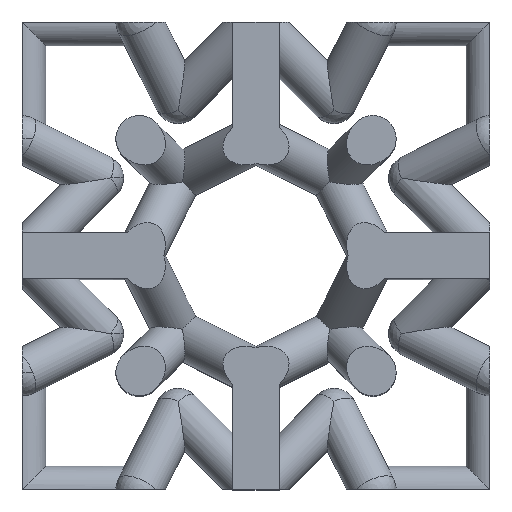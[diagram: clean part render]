
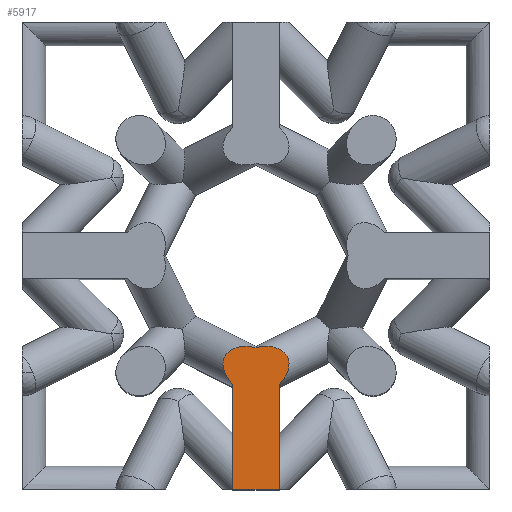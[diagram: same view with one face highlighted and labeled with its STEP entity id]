
A CAD part, top view. The second image highlights one B-rep face of the part: STEP entity #5917.
In plain terms, the highlighted planar face has unit normal (0, 0, 1).
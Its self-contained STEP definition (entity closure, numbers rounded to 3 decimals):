
#2368 = PLANE('',#2369);
#2369 = AXIS2_PLACEMENT_3D('',#2370,#2371,#2372);
#2370 = CARTESIAN_POINT('',(-5.,-5.,-5.));
#2371 = DIRECTION('',(-0.,1.,0.));
#2372 = DIRECTION('',(0.,0.,1.));
#3899 = VERTEX_POINT('',#3900);
#3900 = CARTESIAN_POINT('',(0.5,-5.,5.));
#3922 = CYLINDRICAL_SURFACE('',#3923,0.5);
#3923 = AXIS2_PLACEMENT_3D('',#3924,#3925,#3926);
#3924 = CARTESIAN_POINT('',(0.,-5.,5.));
#3925 = DIRECTION('',(0.,1.,0.));
#3926 = DIRECTION('',(0.,-0.,1.));
#3961 = VERTEX_POINT('',#3962);
#3962 = CARTESIAN_POINT('',(-0.5,-5.,5.));
#4019 = EDGE_CURVE('',#3961,#3899,#4020,.T.);
#4020 = SURFACE_CURVE('',#4021,(#4025,#4032),.PCURVE_S1.);
#4021 = LINE('',#4022,#4023);
#4022 = CARTESIAN_POINT('',(-5.,-5.,5.));
#4023 = VECTOR('',#4024,1.);
#4024 = DIRECTION('',(1.,0.,-0.));
#4025 = PCURVE('',#2368,#4026);
#4026 = DEFINITIONAL_REPRESENTATION('',(#4027),#4031);
#4027 = LINE('',#4028,#4029);
#4028 = CARTESIAN_POINT('',(10.,0.));
#4029 = VECTOR('',#4030,1.);
#4030 = DIRECTION('',(0.,1.));
#4031 = ( GEOMETRIC_REPRESENTATION_CONTEXT(2) 
PARAMETRIC_REPRESENTATION_CONTEXT() REPRESENTATION_CONTEXT('2D SPACE',''
  ) );
#4032 = PCURVE('',#4033,#4038);
#4033 = PLANE('',#4034);
#4034 = AXIS2_PLACEMENT_3D('',#4035,#4036,#4037);
#4035 = CARTESIAN_POINT('',(-5.,-5.,5.));
#4036 = DIRECTION('',(0.,0.,1.));
#4037 = DIRECTION('',(1.,0.,-0.));
#4038 = DEFINITIONAL_REPRESENTATION('',(#4039),#4043);
#4039 = LINE('',#4040,#4041);
#4040 = CARTESIAN_POINT('',(0.,0.));
#4041 = VECTOR('',#4042,1.);
#4042 = DIRECTION('',(1.,0.));
#4043 = ( GEOMETRIC_REPRESENTATION_CONTEXT(2) 
PARAMETRIC_REPRESENTATION_CONTEXT() REPRESENTATION_CONTEXT('2D SPACE',''
  ) );
#5794 = EDGE_CURVE('',#3961,#5795,#5797,.T.);
#5795 = VERTEX_POINT('',#5796);
#5796 = CARTESIAN_POINT('',(-0.5,-2.75,5.));
#5797 = SURFACE_CURVE('',#5798,(#5802,#5808),.PCURVE_S1.);
#5798 = LINE('',#5799,#5800);
#5799 = CARTESIAN_POINT('',(-0.5,-5.,5.));
#5800 = VECTOR('',#5801,1.);
#5801 = DIRECTION('',(0.,1.,0.));
#5802 = PCURVE('',#3922,#5803);
#5803 = DEFINITIONAL_REPRESENTATION('',(#5804),#5807);
#5804 = B_SPLINE_CURVE_WITH_KNOTS('',1,(#5805,#5806),.UNSPECIFIED.,.F.,
  .F.,(2,2),(0.,2.5),
  .PIECEWISE_BEZIER_KNOTS.);
#5805 = CARTESIAN_POINT('',(4.712,0.));
#5806 = CARTESIAN_POINT('',(4.712,2.5));
#5807 = ( GEOMETRIC_REPRESENTATION_CONTEXT(2) 
PARAMETRIC_REPRESENTATION_CONTEXT() REPRESENTATION_CONTEXT('2D SPACE',''
  ) );
#5808 = PCURVE('',#4033,#5809);
#5809 = DEFINITIONAL_REPRESENTATION('',(#5810),#5813);
#5810 = B_SPLINE_CURVE_WITH_KNOTS('',1,(#5811,#5812),.UNSPECIFIED.,.F.,
  .F.,(2,2),(0.,2.5),
  .PIECEWISE_BEZIER_KNOTS.);
#5811 = CARTESIAN_POINT('',(4.5,0.));
#5812 = CARTESIAN_POINT('',(4.5,2.5));
#5813 = ( GEOMETRIC_REPRESENTATION_CONTEXT(2) 
PARAMETRIC_REPRESENTATION_CONTEXT() REPRESENTATION_CONTEXT('2D SPACE',''
  ) );
#5838 = CYLINDRICAL_SURFACE('',#5839,0.5);
#5839 = AXIS2_PLACEMENT_3D('',#5840,#5841,#5842);
#5840 = CARTESIAN_POINT('',(0.,-2.5,5.));
#5841 = DIRECTION('',(-0.667,0.333,-0.667));
#5842 = DIRECTION('',(-0.707,0.,0.707));
#5857 = VERTEX_POINT('',#5858);
#5858 = CARTESIAN_POINT('',(0.5,-2.75,5.));
#5879 = CYLINDRICAL_SURFACE('',#5880,0.5);
#5880 = AXIS2_PLACEMENT_3D('',#5881,#5882,#5883);
#5881 = CARTESIAN_POINT('',(0.,-2.5,5.));
#5882 = DIRECTION('',(0.667,0.333,-0.667));
#5883 = DIRECTION('',(-0.707,0.,-0.707));
#5897 = EDGE_CURVE('',#3899,#5857,#5898,.T.);
#5898 = SURFACE_CURVE('',#5899,(#5903,#5909),.PCURVE_S1.);
#5899 = LINE('',#5900,#5901);
#5900 = CARTESIAN_POINT('',(0.5,-5.,5.));
#5901 = VECTOR('',#5902,1.);
#5902 = DIRECTION('',(0.,1.,0.));
#5903 = PCURVE('',#3922,#5904);
#5904 = DEFINITIONAL_REPRESENTATION('',(#5905),#5908);
#5905 = B_SPLINE_CURVE_WITH_KNOTS('',1,(#5906,#5907),.UNSPECIFIED.,.F.,
  .F.,(2,2),(0.,2.5),
  .PIECEWISE_BEZIER_KNOTS.);
#5906 = CARTESIAN_POINT('',(1.571,0.));
#5907 = CARTESIAN_POINT('',(1.571,2.5));
#5908 = ( GEOMETRIC_REPRESENTATION_CONTEXT(2) 
PARAMETRIC_REPRESENTATION_CONTEXT() REPRESENTATION_CONTEXT('2D SPACE',''
  ) );
#5909 = PCURVE('',#4033,#5910);
#5910 = DEFINITIONAL_REPRESENTATION('',(#5911),#5914);
#5911 = B_SPLINE_CURVE_WITH_KNOTS('',1,(#5912,#5913),.UNSPECIFIED.,.F.,
  .F.,(2,2),(0.,2.5),
  .PIECEWISE_BEZIER_KNOTS.);
#5912 = CARTESIAN_POINT('',(5.5,0.));
#5913 = CARTESIAN_POINT('',(5.5,2.5));
#5914 = ( GEOMETRIC_REPRESENTATION_CONTEXT(2) 
PARAMETRIC_REPRESENTATION_CONTEXT() REPRESENTATION_CONTEXT('2D SPACE',''
  ) );
#5917 = ADVANCED_FACE('',(#5918),#4033,.T.);
#5918 = FACE_BOUND('',#5919,.T.);
#5919 = EDGE_LOOP('',(#5920,#5921,#5922,#5923,#5953,#5982));
#5920 = ORIENTED_EDGE('',*,*,#5794,.F.);
#5921 = ORIENTED_EDGE('',*,*,#4019,.T.);
#5922 = ORIENTED_EDGE('',*,*,#5897,.T.);
#5923 = ORIENTED_EDGE('',*,*,#5924,.T.);
#5924 = EDGE_CURVE('',#5857,#5925,#5927,.T.);
#5925 = VERTEX_POINT('',#5926);
#5926 = CARTESIAN_POINT('',(0.,-1.97,5.));
#5927 = SURFACE_CURVE('',#5928,(#5933,#5940),.PCURVE_S1.);
#5928 = ELLIPSE('',#5929,0.75,0.5);
#5929 = AXIS2_PLACEMENT_3D('',#5930,#5931,#5932);
#5930 = CARTESIAN_POINT('',(0.,-2.5,5.));
#5931 = DIRECTION('',(0.,0.,1.));
#5932 = DIRECTION('',(0.894,0.447,-0.));
#5933 = PCURVE('',#4033,#5934);
#5934 = DEFINITIONAL_REPRESENTATION('',(#5935),#5939);
#5935 = ELLIPSE('',#5936,0.75,0.5);
#5936 = AXIS2_PLACEMENT_2D('',#5937,#5938);
#5937 = CARTESIAN_POINT('',(5.,2.5));
#5938 = DIRECTION('',(0.894,0.447));
#5939 = ( GEOMETRIC_REPRESENTATION_CONTEXT(2) 
PARAMETRIC_REPRESENTATION_CONTEXT() REPRESENTATION_CONTEXT('2D SPACE',''
  ) );
#5940 = PCURVE('',#5879,#5941);
#5941 = DEFINITIONAL_REPRESENTATION('',(#5942),#5952);
#5942 = B_SPLINE_CURVE_WITH_KNOTS('',8,(#5943,#5944,#5945,#5946,#5947,
    #5948,#5949,#5950,#5951),.UNSPECIFIED.,.F.,.F.,(9,9),(4.712
    ,7.854),.PIECEWISE_BEZIER_KNOTS.);
#5943 = CARTESIAN_POINT('',(4.391,0.));
#5944 = CARTESIAN_POINT('',(3.998,0.22));
#5945 = CARTESIAN_POINT('',(3.605,0.439));
#5946 = CARTESIAN_POINT('',(3.213,0.607));
#5947 = CARTESIAN_POINT('',(2.82,0.672));
#5948 = CARTESIAN_POINT('',(2.427,0.607));
#5949 = CARTESIAN_POINT('',(2.034,0.439));
#5950 = CARTESIAN_POINT('',(1.642,0.22));
#5951 = CARTESIAN_POINT('',(1.249,0.));
#5952 = ( GEOMETRIC_REPRESENTATION_CONTEXT(2) 
PARAMETRIC_REPRESENTATION_CONTEXT() REPRESENTATION_CONTEXT('2D SPACE',''
  ) );
#5953 = ORIENTED_EDGE('',*,*,#5954,.T.);
#5954 = EDGE_CURVE('',#5925,#5955,#5957,.T.);
#5955 = VERTEX_POINT('',#5956);
#5956 = CARTESIAN_POINT('',(-0.707,-2.323,5.));
#5957 = SURFACE_CURVE('',#5958,(#5963,#5970),.PCURVE_S1.);
#5958 = ELLIPSE('',#5959,0.75,0.5);
#5959 = AXIS2_PLACEMENT_3D('',#5960,#5961,#5962);
#5960 = CARTESIAN_POINT('',(0.,-2.5,5.));
#5961 = DIRECTION('',(0.,0.,1.));
#5962 = DIRECTION('',(-0.894,0.447,0.));
#5963 = PCURVE('',#4033,#5964);
#5964 = DEFINITIONAL_REPRESENTATION('',(#5965),#5969);
#5965 = ELLIPSE('',#5966,0.75,0.5);
#5966 = AXIS2_PLACEMENT_2D('',#5967,#5968);
#5967 = CARTESIAN_POINT('',(5.,2.5));
#5968 = DIRECTION('',(-0.894,0.447));
#5969 = ( GEOMETRIC_REPRESENTATION_CONTEXT(2) 
PARAMETRIC_REPRESENTATION_CONTEXT() REPRESENTATION_CONTEXT('2D SPACE',''
  ) );
#5970 = PCURVE('',#5838,#5971);
#5971 = DEFINITIONAL_REPRESENTATION('',(#5972),#5981);
#5972 = B_SPLINE_CURVE_WITH_KNOTS('',7,(#5973,#5974,#5975,#5976,#5977,
    #5978,#5979,#5980),.UNSPECIFIED.,.F.,.F.,(8,8),(4.712,
    6.605),.PIECEWISE_BEZIER_KNOTS.);
#5973 = CARTESIAN_POINT('',(1.893,0.));
#5974 = CARTESIAN_POINT('',(1.622,0.151));
#5975 = CARTESIAN_POINT('',(1.352,0.302));
#5976 = CARTESIAN_POINT('',(1.081,0.435));
#5977 = CARTESIAN_POINT('',(0.811,0.532));
#5978 = CARTESIAN_POINT('',(0.541,0.581));
#5979 = CARTESIAN_POINT('',(0.27,0.578));
#5980 = CARTESIAN_POINT('',(0.,0.53));
#5981 = ( GEOMETRIC_REPRESENTATION_CONTEXT(2) 
PARAMETRIC_REPRESENTATION_CONTEXT() REPRESENTATION_CONTEXT('2D SPACE',''
  ) );
#5982 = ORIENTED_EDGE('',*,*,#5983,.T.);
#5983 = EDGE_CURVE('',#5955,#5795,#5984,.T.);
#5984 = SURFACE_CURVE('',#5985,(#5990,#5997),.PCURVE_S1.);
#5985 = ELLIPSE('',#5986,0.75,0.5);
#5986 = AXIS2_PLACEMENT_3D('',#5987,#5988,#5989);
#5987 = CARTESIAN_POINT('',(0.,-2.5,5.));
#5988 = DIRECTION('',(0.,0.,1.));
#5989 = DIRECTION('',(-0.894,0.447,0.));
#5990 = PCURVE('',#4033,#5991);
#5991 = DEFINITIONAL_REPRESENTATION('',(#5992),#5996);
#5992 = ELLIPSE('',#5993,0.75,0.5);
#5993 = AXIS2_PLACEMENT_2D('',#5994,#5995);
#5994 = CARTESIAN_POINT('',(5.,2.5));
#5995 = DIRECTION('',(-0.894,0.447));
#5996 = ( GEOMETRIC_REPRESENTATION_CONTEXT(2) 
PARAMETRIC_REPRESENTATION_CONTEXT() REPRESENTATION_CONTEXT('2D SPACE',''
  ) );
#5997 = PCURVE('',#5838,#5998);
#5998 = DEFINITIONAL_REPRESENTATION('',(#5999),#6007);
#5999 = B_SPLINE_CURVE_WITH_KNOTS('',6,(#6000,#6001,#6002,#6003,#6004,
    #6005,#6006),.UNSPECIFIED.,.F.,.F.,(7,7),(0.322,
    1.571),.PIECEWISE_BEZIER_KNOTS.);
#6000 = CARTESIAN_POINT('',(6.283,0.53));
#6001 = CARTESIAN_POINT('',(6.075,0.494));
#6002 = CARTESIAN_POINT('',(5.867,0.429));
#6003 = CARTESIAN_POINT('',(5.659,0.34));
#6004 = CARTESIAN_POINT('',(5.45,0.233));
#6005 = CARTESIAN_POINT('',(5.242,0.116));
#6006 = CARTESIAN_POINT('',(5.034,0.));
#6007 = ( GEOMETRIC_REPRESENTATION_CONTEXT(2) 
PARAMETRIC_REPRESENTATION_CONTEXT() REPRESENTATION_CONTEXT('2D SPACE',''
  ) );
